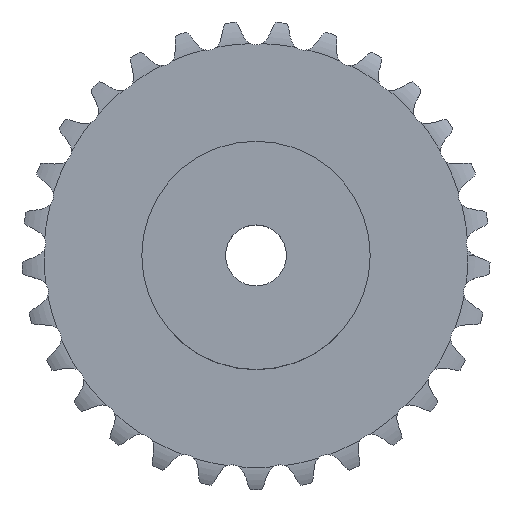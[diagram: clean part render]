
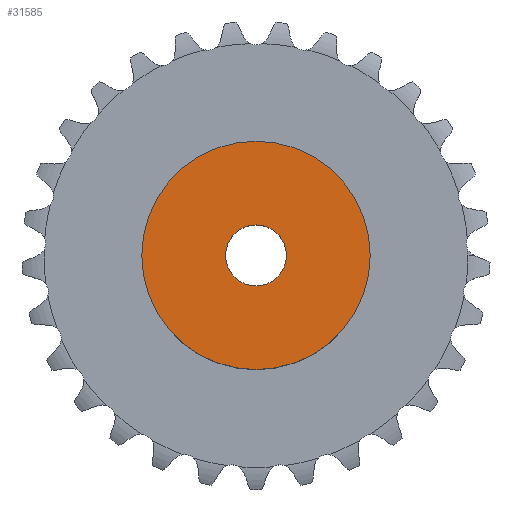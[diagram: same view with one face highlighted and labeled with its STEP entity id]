
A CAD part, top view. The second image highlights one B-rep face of the part: STEP entity #31585.
In plain terms, the highlighted planar face has unit normal (0, 0, 1).
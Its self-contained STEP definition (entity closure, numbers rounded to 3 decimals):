
#3813 = CYLINDRICAL_SURFACE('',#3814,15.);
#3814 = AXIS2_PLACEMENT_3D('',#3815,#3816,#3817);
#3815 = CARTESIAN_POINT('',(0.,0.,0.));
#3816 = DIRECTION('',(-0.,-0.,-1.));
#3817 = DIRECTION('',(1.,0.,0.));
#20125 = VERTEX_POINT('',#20126);
#20126 = CARTESIAN_POINT('',(15.,0.,16.));
#20147 = EDGE_CURVE('',#20125,#20125,#20148,.T.);
#20148 = SURFACE_CURVE('',#20149,(#20154,#20161),.PCURVE_S1.);
#20149 = CIRCLE('',#20150,15.);
#20150 = AXIS2_PLACEMENT_3D('',#20151,#20152,#20153);
#20151 = CARTESIAN_POINT('',(0.,0.,16.));
#20152 = DIRECTION('',(0.,0.,1.));
#20153 = DIRECTION('',(1.,0.,0.));
#20154 = PCURVE('',#3813,#20155);
#20155 = DEFINITIONAL_REPRESENTATION('',(#20156),#20160);
#20156 = LINE('',#20157,#20158);
#20157 = CARTESIAN_POINT('',(-0.,-16.));
#20158 = VECTOR('',#20159,1.);
#20159 = DIRECTION('',(-1.,0.));
#20160 = ( GEOMETRIC_REPRESENTATION_CONTEXT(2) 
PARAMETRIC_REPRESENTATION_CONTEXT() REPRESENTATION_CONTEXT('2D SPACE',''
  ) );
#20161 = PCURVE('',#20162,#20167);
#20162 = PLANE('',#20163);
#20163 = AXIS2_PLACEMENT_3D('',#20164,#20165,#20166);
#20164 = CARTESIAN_POINT('',(0.,0.,16.)
  );
#20165 = DIRECTION('',(0.,0.,1.));
#20166 = DIRECTION('',(1.,0.,0.));
#20167 = DEFINITIONAL_REPRESENTATION('',(#20168),#20172);
#20168 = CIRCLE('',#20169,15.);
#20169 = AXIS2_PLACEMENT_2D('',#20170,#20171);
#20170 = CARTESIAN_POINT('',(0.,0.));
#20171 = DIRECTION('',(1.,0.));
#20172 = ( GEOMETRIC_REPRESENTATION_CONTEXT(2) 
PARAMETRIC_REPRESENTATION_CONTEXT() REPRESENTATION_CONTEXT('2D SPACE',''
  ) );
#26840 = CYLINDRICAL_SURFACE('',#26841,4.);
#26841 = AXIS2_PLACEMENT_3D('',#26842,#26843,#26844);
#26842 = CARTESIAN_POINT('',(0.,0.,94.19));
#26843 = DIRECTION('',(0.,0.,1.));
#26844 = DIRECTION('',(1.,0.,0.));
#31585 = ADVANCED_FACE('',(#31586,#31589),#20162,.T.);
#31586 = FACE_BOUND('',#31587,.T.);
#31587 = EDGE_LOOP('',(#31588));
#31588 = ORIENTED_EDGE('',*,*,#20147,.T.);
#31589 = FACE_BOUND('',#31590,.T.);
#31590 = EDGE_LOOP('',(#31591));
#31591 = ORIENTED_EDGE('',*,*,#31592,.F.);
#31592 = EDGE_CURVE('',#31593,#31593,#31595,.T.);
#31593 = VERTEX_POINT('',#31594);
#31594 = CARTESIAN_POINT('',(4.,0.,16.));
#31595 = SURFACE_CURVE('',#31596,(#31601,#31608),.PCURVE_S1.);
#31596 = CIRCLE('',#31597,4.);
#31597 = AXIS2_PLACEMENT_3D('',#31598,#31599,#31600);
#31598 = CARTESIAN_POINT('',(0.,0.,16.));
#31599 = DIRECTION('',(0.,0.,1.));
#31600 = DIRECTION('',(1.,0.,0.));
#31601 = PCURVE('',#20162,#31602);
#31602 = DEFINITIONAL_REPRESENTATION('',(#31603),#31607);
#31603 = CIRCLE('',#31604,4.);
#31604 = AXIS2_PLACEMENT_2D('',#31605,#31606);
#31605 = CARTESIAN_POINT('',(0.,0.));
#31606 = DIRECTION('',(1.,0.));
#31607 = ( GEOMETRIC_REPRESENTATION_CONTEXT(2) 
PARAMETRIC_REPRESENTATION_CONTEXT() REPRESENTATION_CONTEXT('2D SPACE',''
  ) );
#31608 = PCURVE('',#26840,#31609);
#31609 = DEFINITIONAL_REPRESENTATION('',(#31610),#31614);
#31610 = LINE('',#31611,#31612);
#31611 = CARTESIAN_POINT('',(0.,-78.19));
#31612 = VECTOR('',#31613,1.);
#31613 = DIRECTION('',(1.,0.));
#31614 = ( GEOMETRIC_REPRESENTATION_CONTEXT(2) 
PARAMETRIC_REPRESENTATION_CONTEXT() REPRESENTATION_CONTEXT('2D SPACE',''
  ) );
